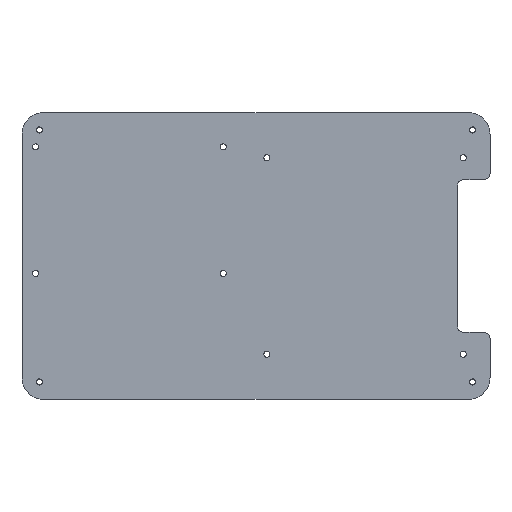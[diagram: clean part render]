
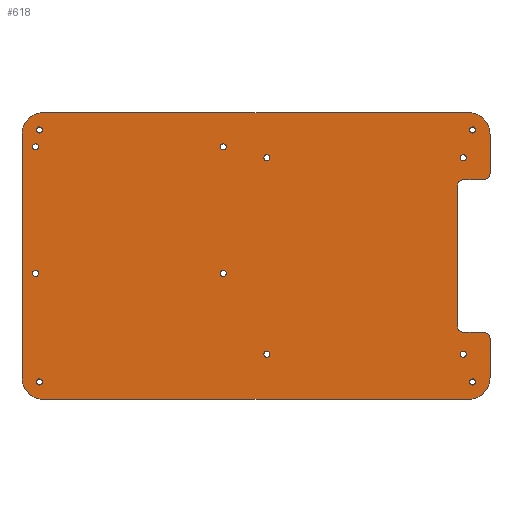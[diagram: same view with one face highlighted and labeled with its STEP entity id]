
A CAD part, top view. The second image highlights one B-rep face of the part: STEP entity #618.
In plain terms, the highlighted planar face has unit normal (0, 0, 1).
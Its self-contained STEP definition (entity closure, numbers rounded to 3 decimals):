
#27=FACE_BOUND('',#121,.T.);
#28=FACE_BOUND('',#122,.T.);
#29=FACE_BOUND('',#123,.T.);
#30=FACE_BOUND('',#124,.T.);
#31=FACE_BOUND('',#125,.T.);
#32=FACE_BOUND('',#126,.T.);
#33=FACE_BOUND('',#127,.T.);
#34=FACE_BOUND('',#128,.T.);
#35=FACE_BOUND('',#129,.T.);
#36=FACE_BOUND('',#130,.T.);
#37=FACE_BOUND('',#131,.T.);
#38=FACE_BOUND('',#132,.T.);
#48=PLANE('',#702);
#78=FACE_OUTER_BOUND('',#120,.T.);
#120=EDGE_LOOP('',(#541,#542,#543,#544,#545,#546,#547,#548,#549,#550,#551,
#552,#553,#554,#555,#556));
#121=EDGE_LOOP('',(#557));
#122=EDGE_LOOP('',(#558));
#123=EDGE_LOOP('',(#559));
#124=EDGE_LOOP('',(#560));
#125=EDGE_LOOP('',(#561));
#126=EDGE_LOOP('',(#562));
#127=EDGE_LOOP('',(#563));
#128=EDGE_LOOP('',(#564));
#129=EDGE_LOOP('',(#565));
#130=EDGE_LOOP('',(#566));
#131=EDGE_LOOP('',(#567));
#132=EDGE_LOOP('',(#568));
#137=LINE('',#904,#181);
#147=LINE('',#964,#191);
#150=LINE('',#972,#194);
#165=LINE('',#1028,#209);
#166=LINE('',#1031,#210);
#169=LINE('',#1039,#213);
#172=LINE('',#1047,#216);
#175=LINE('',#1055,#219);
#181=VECTOR('',#717,10.);
#191=VECTOR('',#773,10.);
#194=VECTOR('',#782,10.);
#209=VECTOR('',#851,10.);
#210=VECTOR('',#854,10.);
#213=VECTOR('',#863,10.);
#216=VECTOR('',#872,10.);
#219=VECTOR('',#881,10.);
#221=CIRCLE('',#634,3.);
#242=CIRCLE('',#658,3.);
#243=CIRCLE('',#661,3.);
#244=CIRCLE('',#664,3.);
#245=CIRCLE('',#666,1.4);
#246=CIRCLE('',#668,1.4);
#247=CIRCLE('',#670,1.4);
#248=CIRCLE('',#672,1.4);
#249=CIRCLE('',#674,1.4);
#250=CIRCLE('',#676,1.4);
#251=CIRCLE('',#678,1.4);
#252=CIRCLE('',#680,1.4);
#253=CIRCLE('',#682,1.4);
#254=CIRCLE('',#684,1.4);
#255=CIRCLE('',#686,1.4);
#256=CIRCLE('',#688,1.4);
#257=CIRCLE('',#692,10.);
#258=CIRCLE('',#695,10.);
#259=CIRCLE('',#698,10.);
#260=CIRCLE('',#701,10.);
#261=VERTEX_POINT('',#891);
#262=VERTEX_POINT('',#892);
#266=VERTEX_POINT('',#902);
#292=VERTEX_POINT('',#958);
#293=VERTEX_POINT('',#962);
#294=VERTEX_POINT('',#966);
#295=VERTEX_POINT('',#970);
#296=VERTEX_POINT('',#974);
#297=VERTEX_POINT('',#978);
#298=VERTEX_POINT('',#982);
#299=VERTEX_POINT('',#986);
#300=VERTEX_POINT('',#990);
#301=VERTEX_POINT('',#994);
#302=VERTEX_POINT('',#998);
#303=VERTEX_POINT('',#1002);
#304=VERTEX_POINT('',#1006);
#305=VERTEX_POINT('',#1010);
#306=VERTEX_POINT('',#1014);
#307=VERTEX_POINT('',#1018);
#308=VERTEX_POINT('',#1022);
#309=VERTEX_POINT('',#1026);
#310=VERTEX_POINT('',#1030);
#311=VERTEX_POINT('',#1034);
#312=VERTEX_POINT('',#1038);
#313=VERTEX_POINT('',#1042);
#314=VERTEX_POINT('',#1046);
#315=VERTEX_POINT('',#1050);
#316=VERTEX_POINT('',#1054);
#317=EDGE_CURVE('',#261,#262,#221,.T.);
#323=EDGE_CURVE('',#261,#266,#137,.T.);
#351=EDGE_CURVE('',#292,#266,#242,.T.);
#353=EDGE_CURVE('',#292,#293,#147,.T.);
#355=EDGE_CURVE('',#294,#293,#243,.T.);
#357=EDGE_CURVE('',#294,#295,#150,.T.);
#358=EDGE_CURVE('',#296,#295,#244,.T.);
#360=EDGE_CURVE('',#297,#297,#245,.T.);
#362=EDGE_CURVE('',#298,#298,#246,.T.);
#364=EDGE_CURVE('',#299,#299,#247,.T.);
#366=EDGE_CURVE('',#300,#300,#248,.T.);
#368=EDGE_CURVE('',#301,#301,#249,.T.);
#370=EDGE_CURVE('',#302,#302,#250,.T.);
#372=EDGE_CURVE('',#303,#303,#251,.T.);
#374=EDGE_CURVE('',#304,#304,#252,.T.);
#376=EDGE_CURVE('',#305,#305,#253,.T.);
#378=EDGE_CURVE('',#306,#306,#254,.T.);
#380=EDGE_CURVE('',#307,#307,#255,.T.);
#382=EDGE_CURVE('',#308,#308,#256,.T.);
#385=EDGE_CURVE('',#296,#309,#165,.T.);
#386=EDGE_CURVE('',#310,#262,#166,.T.);
#388=EDGE_CURVE('',#311,#310,#257,.T.);
#390=EDGE_CURVE('',#312,#311,#169,.T.);
#392=EDGE_CURVE('',#313,#312,#258,.T.);
#394=EDGE_CURVE('',#314,#313,#172,.T.);
#396=EDGE_CURVE('',#315,#314,#259,.T.);
#398=EDGE_CURVE('',#316,#315,#175,.T.);
#400=EDGE_CURVE('',#309,#316,#260,.T.);
#541=ORIENTED_EDGE('',*,*,#317,.F.);
#542=ORIENTED_EDGE('',*,*,#323,.T.);
#543=ORIENTED_EDGE('',*,*,#351,.F.);
#544=ORIENTED_EDGE('',*,*,#353,.T.);
#545=ORIENTED_EDGE('',*,*,#355,.F.);
#546=ORIENTED_EDGE('',*,*,#357,.T.);
#547=ORIENTED_EDGE('',*,*,#358,.F.);
#548=ORIENTED_EDGE('',*,*,#385,.T.);
#549=ORIENTED_EDGE('',*,*,#400,.T.);
#550=ORIENTED_EDGE('',*,*,#398,.T.);
#551=ORIENTED_EDGE('',*,*,#396,.T.);
#552=ORIENTED_EDGE('',*,*,#394,.T.);
#553=ORIENTED_EDGE('',*,*,#392,.T.);
#554=ORIENTED_EDGE('',*,*,#390,.T.);
#555=ORIENTED_EDGE('',*,*,#388,.T.);
#556=ORIENTED_EDGE('',*,*,#386,.T.);
#557=ORIENTED_EDGE('',*,*,#382,.T.);
#558=ORIENTED_EDGE('',*,*,#380,.T.);
#559=ORIENTED_EDGE('',*,*,#378,.T.);
#560=ORIENTED_EDGE('',*,*,#376,.T.);
#561=ORIENTED_EDGE('',*,*,#374,.T.);
#562=ORIENTED_EDGE('',*,*,#372,.T.);
#563=ORIENTED_EDGE('',*,*,#370,.T.);
#564=ORIENTED_EDGE('',*,*,#368,.T.);
#565=ORIENTED_EDGE('',*,*,#366,.T.);
#566=ORIENTED_EDGE('',*,*,#364,.T.);
#567=ORIENTED_EDGE('',*,*,#362,.T.);
#568=ORIENTED_EDGE('',*,*,#360,.T.);
#618=ADVANCED_FACE('',(#78,#27,#28,#29,#30,#31,#32,#33,#34,#35,#36,#37,
#38),#48,.T.);
#634=AXIS2_PLACEMENT_3D('',#893,#707,#708);
#658=AXIS2_PLACEMENT_3D('',#960,#768,#769);
#661=AXIS2_PLACEMENT_3D('',#968,#777,#778);
#664=AXIS2_PLACEMENT_3D('',#975,#785,#786);
#666=AXIS2_PLACEMENT_3D('',#979,#790,#791);
#668=AXIS2_PLACEMENT_3D('',#983,#795,#796);
#670=AXIS2_PLACEMENT_3D('',#987,#800,#801);
#672=AXIS2_PLACEMENT_3D('',#991,#805,#806);
#674=AXIS2_PLACEMENT_3D('',#995,#810,#811);
#676=AXIS2_PLACEMENT_3D('',#999,#815,#816);
#678=AXIS2_PLACEMENT_3D('',#1003,#820,#821);
#680=AXIS2_PLACEMENT_3D('',#1007,#825,#826);
#682=AXIS2_PLACEMENT_3D('',#1011,#830,#831);
#684=AXIS2_PLACEMENT_3D('',#1015,#835,#836);
#686=AXIS2_PLACEMENT_3D('',#1019,#840,#841);
#688=AXIS2_PLACEMENT_3D('',#1023,#845,#846);
#692=AXIS2_PLACEMENT_3D('',#1035,#858,#859);
#695=AXIS2_PLACEMENT_3D('',#1043,#867,#868);
#698=AXIS2_PLACEMENT_3D('',#1051,#876,#877);
#701=AXIS2_PLACEMENT_3D('',#1058,#885,#886);
#702=AXIS2_PLACEMENT_3D('',#1059,#887,#888);
#707=DIRECTION('center_axis',(0.,0.,-1.));
#708=DIRECTION('ref_axis',(0.707,0.707,0.));
#717=DIRECTION('',(-1.,0.,0.));
#768=DIRECTION('center_axis',(0.,0.,1.));
#769=DIRECTION('ref_axis',(-0.707,-0.707,0.));
#773=DIRECTION('',(0.,1.,0.));
#777=DIRECTION('center_axis',(0.,0.,1.));
#778=DIRECTION('ref_axis',(-0.707,0.707,0.));
#782=DIRECTION('',(1.,0.,0.));
#785=DIRECTION('center_axis',(0.,0.,-1.));
#786=DIRECTION('ref_axis',(0.707,-0.707,0.));
#790=DIRECTION('center_axis',(0.,0.,-1.));
#791=DIRECTION('ref_axis',(1.,0.,0.));
#795=DIRECTION('center_axis',(0.,0.,-1.));
#796=DIRECTION('ref_axis',(1.,0.,0.));
#800=DIRECTION('center_axis',(0.,0.,-1.));
#801=DIRECTION('ref_axis',(1.,0.,0.));
#805=DIRECTION('center_axis',(0.,0.,-1.));
#806=DIRECTION('ref_axis',(1.,0.,0.));
#810=DIRECTION('center_axis',(0.,0.,-1.));
#811=DIRECTION('ref_axis',(1.,0.,0.));
#815=DIRECTION('center_axis',(0.,0.,-1.));
#816=DIRECTION('ref_axis',(1.,0.,0.));
#820=DIRECTION('center_axis',(0.,0.,-1.));
#821=DIRECTION('ref_axis',(1.,0.,0.));
#825=DIRECTION('center_axis',(0.,0.,-1.));
#826=DIRECTION('ref_axis',(1.,0.,0.));
#830=DIRECTION('center_axis',(0.,0.,-1.));
#831=DIRECTION('ref_axis',(1.,0.,0.));
#835=DIRECTION('center_axis',(0.,0.,-1.));
#836=DIRECTION('ref_axis',(1.,0.,0.));
#840=DIRECTION('center_axis',(0.,0.,-1.));
#841=DIRECTION('ref_axis',(1.,0.,0.));
#845=DIRECTION('center_axis',(0.,0.,-1.));
#846=DIRECTION('ref_axis',(1.,0.,0.));
#851=DIRECTION('',(0.,1.,0.));
#854=DIRECTION('',(0.,1.,0.));
#858=DIRECTION('center_axis',(0.,0.,1.));
#859=DIRECTION('ref_axis',(0.,-1.,0.));
#863=DIRECTION('',(1.,0.,0.));
#867=DIRECTION('center_axis',(0.,0.,1.));
#868=DIRECTION('ref_axis',(-1.,0.,0.));
#872=DIRECTION('',(0.,-1.,0.));
#876=DIRECTION('center_axis',(0.,0.,1.));
#877=DIRECTION('ref_axis',(0.,1.,0.));
#881=DIRECTION('',(-1.,0.,0.));
#885=DIRECTION('center_axis',(0.,0.,1.));
#886=DIRECTION('ref_axis',(1.,0.,0.));
#887=DIRECTION('center_axis',(0.,0.,1.));
#888=DIRECTION('ref_axis',(1.,0.,0.));
#891=CARTESIAN_POINT('',(104.25,-35.,5.));
#892=CARTESIAN_POINT('',(107.25,-38.,5.));
#893=CARTESIAN_POINT('Origin',(104.25,-38.,5.));
#902=CARTESIAN_POINT('',(95.25,-35.,5.));
#904=CARTESIAN_POINT('',(92.25,-35.,5.));
#958=CARTESIAN_POINT('',(92.25,-32.,5.));
#960=CARTESIAN_POINT('Origin',(95.25,-32.,5.));
#962=CARTESIAN_POINT('',(92.25,32.,5.));
#964=CARTESIAN_POINT('',(92.25,35.,5.));
#966=CARTESIAN_POINT('',(95.25,35.,5.));
#968=CARTESIAN_POINT('Origin',(95.25,32.,5.));
#970=CARTESIAN_POINT('',(104.25,35.,5.));
#972=CARTESIAN_POINT('',(107.25,35.,5.));
#974=CARTESIAN_POINT('',(107.25,38.,5.));
#975=CARTESIAN_POINT('Origin',(104.25,38.,5.));
#978=CARTESIAN_POINT('',(-100.65,57.75,5.));
#979=CARTESIAN_POINT('Origin',(-99.25,57.75,5.));
#982=CARTESIAN_POINT('',(97.85,57.75,5.));
#983=CARTESIAN_POINT('Origin',(99.25,57.75,5.));
#986=CARTESIAN_POINT('',(93.6,-45.,5.));
#987=CARTESIAN_POINT('Origin',(95.,-45.,5.));
#990=CARTESIAN_POINT('',(-100.65,-57.75,5.));
#991=CARTESIAN_POINT('Origin',(-99.25,-57.75,5.));
#994=CARTESIAN_POINT('',(-102.4,50.,5.));
#995=CARTESIAN_POINT('Origin',(-101.,50.,5.));
#998=CARTESIAN_POINT('',(97.85,-57.75,5.));
#999=CARTESIAN_POINT('Origin',(99.25,-57.75,5.));
#1002=CARTESIAN_POINT('',(93.6,45.,5.));
#1003=CARTESIAN_POINT('Origin',(95.,45.,5.));
#1006=CARTESIAN_POINT('',(-16.4,50.,5.));
#1007=CARTESIAN_POINT('Origin',(-15.,50.,5.));
#1010=CARTESIAN_POINT('',(-102.4,-8.,5.));
#1011=CARTESIAN_POINT('Origin',(-101.,-8.,5.));
#1014=CARTESIAN_POINT('',(3.6,-45.,5.));
#1015=CARTESIAN_POINT('Origin',(5.,-45.,5.));
#1018=CARTESIAN_POINT('',(-16.4,-8.,5.));
#1019=CARTESIAN_POINT('Origin',(-15.,-8.,5.));
#1022=CARTESIAN_POINT('',(3.6,45.,5.));
#1023=CARTESIAN_POINT('Origin',(5.,45.,5.));
#1026=CARTESIAN_POINT('',(107.25,55.75,5.));
#1028=CARTESIAN_POINT('',(107.25,55.75,5.));
#1030=CARTESIAN_POINT('',(107.25,-55.75,5.));
#1031=CARTESIAN_POINT('',(107.25,55.75,5.));
#1034=CARTESIAN_POINT('',(97.25,-65.75,5.));
#1035=CARTESIAN_POINT('Origin',(97.25,-55.75,5.));
#1038=CARTESIAN_POINT('',(-97.25,-65.75,5.));
#1039=CARTESIAN_POINT('',(97.25,-65.75,5.));
#1042=CARTESIAN_POINT('',(-107.25,-55.75,5.));
#1043=CARTESIAN_POINT('Origin',(-97.25,-55.75,5.));
#1046=CARTESIAN_POINT('',(-107.25,55.75,5.));
#1047=CARTESIAN_POINT('',(-107.25,-55.75,5.));
#1050=CARTESIAN_POINT('',(-97.25,65.75,5.));
#1051=CARTESIAN_POINT('Origin',(-97.25,55.75,5.));
#1054=CARTESIAN_POINT('',(97.25,65.75,5.));
#1055=CARTESIAN_POINT('',(-97.25,65.75,5.));
#1058=CARTESIAN_POINT('Origin',(97.25,55.75,5.));
#1059=CARTESIAN_POINT('Origin',(0.,0.,
5.));
